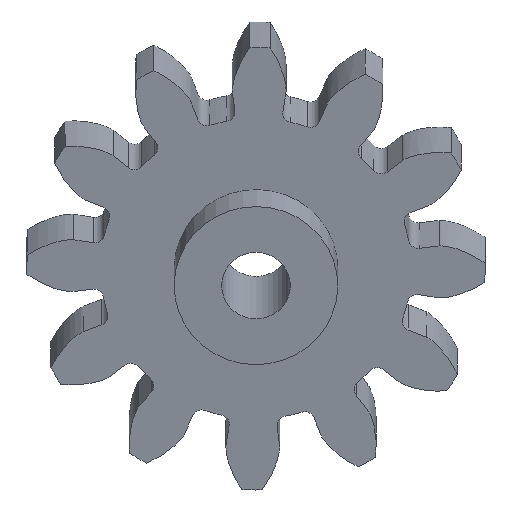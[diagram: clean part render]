
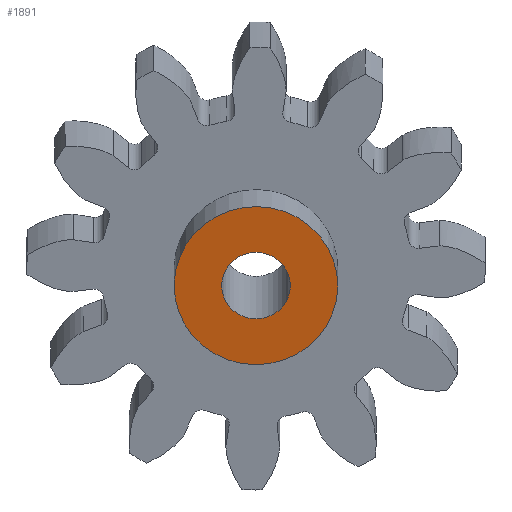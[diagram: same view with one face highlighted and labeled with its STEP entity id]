
A CAD part, left-side view. The second image highlights one B-rep face of the part: STEP entity #1891.
In plain terms, the highlighted planar face has unit normal (-0.966, 0, -0.259).
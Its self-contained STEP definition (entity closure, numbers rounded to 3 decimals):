
#92=FACE_BOUND('',#206,.T.);
#99=FACE_OUTER_BOUND('',#205,.T.);
#205=EDGE_LOOP('',(#1364));
#206=EDGE_LOOP('',(#1365));
#704=CIRCLE('',#2058,2.5);
#706=CIRCLE('',#2061,1.05);
#856=VERTEX_POINT('',#4673);
#858=VERTEX_POINT('',#4679);
#1056=EDGE_CURVE('',#856,#856,#704,.T.);
#1060=EDGE_CURVE('',#858,#858,#706,.T.);
#1364=ORIENTED_EDGE('',*,*,#1056,.T.);
#1365=ORIENTED_EDGE('',*,*,#1060,.T.);
#1860=PLANE('',#2062);
#1891=ADVANCED_FACE('',(#99,#92),#1860,.F.);
#2058=AXIS2_PLACEMENT_3D('',#4674,#2320,#2321);
#2061=AXIS2_PLACEMENT_3D('',#4681,#2328,#2329);
#2062=AXIS2_PLACEMENT_3D('',#4682,#2330,#2331);
#2320=DIRECTION('center_axis',(-0.966,0.,-0.259));
#2321=DIRECTION('ref_axis',(-0.259,-0.017,0.966));
#2328=DIRECTION('center_axis',(0.966,0.,0.259));
#2329=DIRECTION('ref_axis',(0.,1.,0.));
#2330=DIRECTION('center_axis',(0.966,0.,0.259));
#2331=DIRECTION('ref_axis',(0.,1.,0.));
#4673=CARTESIAN_POINT('',(14.2,1.771,-0.307));
#4674=CARTESIAN_POINT('Origin',(13.553,1.727,2.108));
#4679=CARTESIAN_POINT('',(13.553,0.677,2.108));
#4681=CARTESIAN_POINT('Origin',(13.553,1.727,2.108));
#4682=CARTESIAN_POINT('Origin',(13.553,1.727,2.108));
